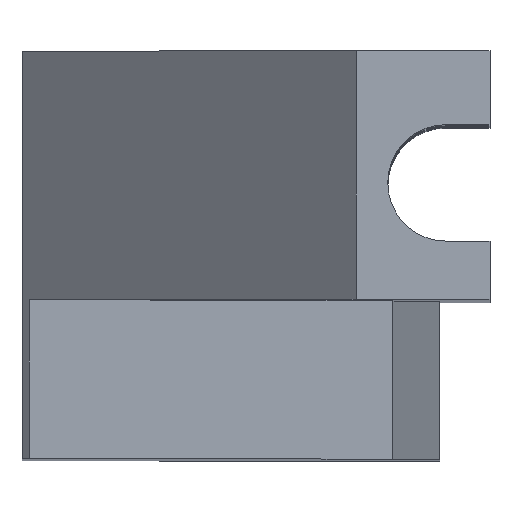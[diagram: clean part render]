
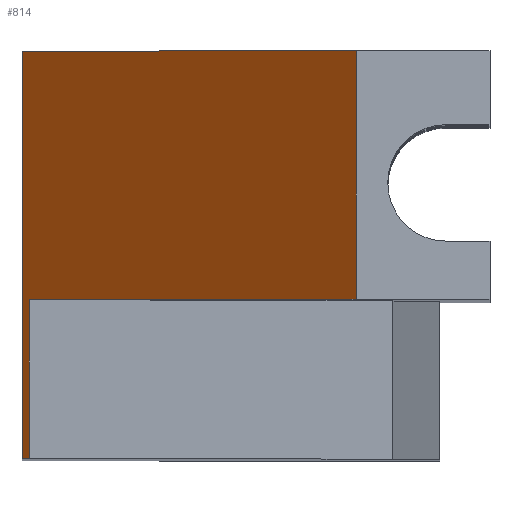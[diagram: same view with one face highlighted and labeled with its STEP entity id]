
A CAD part, top view. The second image highlights one B-rep face of the part: STEP entity #814.
In plain terms, the highlighted planar face has unit normal (-0.674, 0, 0.739).
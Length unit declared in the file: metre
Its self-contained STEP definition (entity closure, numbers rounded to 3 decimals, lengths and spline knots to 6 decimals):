
#134=ORIENTED_EDGE('',*,*,#310,.F.);
#135=ORIENTED_EDGE('',*,*,#348,.T.);
#136=ORIENTED_EDGE('',*,*,#349,.T.);
#137=ORIENTED_EDGE('',*,*,#261,.T.);
#138=ORIENTED_EDGE('',*,*,#327,.T.);
#139=ORIENTED_EDGE('',*,*,#341,.F.);
#261=EDGE_CURVE('',#381,#382,#461,.T.);
#310=EDGE_CURVE('',#424,#425,#505,.T.);
#327=EDGE_CURVE('',#382,#440,#521,.T.);
#341=EDGE_CURVE('',#425,#440,#535,.T.);
#348=EDGE_CURVE('',#424,#450,#542,.T.);
#349=EDGE_CURVE('',#450,#381,#543,.T.);
#381=VERTEX_POINT('',#1102);
#382=VERTEX_POINT('',#1103);
#424=VERTEX_POINT('',#1200);
#425=VERTEX_POINT('',#1202);
#440=VERTEX_POINT('',#1236);
#450=VERTEX_POINT('',#1272);
#461=LINE('',#1101,#575);
#505=LINE('',#1201,#619);
#521=LINE('',#1237,#635);
#535=LINE('',#1260,#649);
#542=LINE('',#1271,#656);
#543=LINE('',#1273,#657);
#575=VECTOR('',#899,1.);
#619=VECTOR('',#967,1.);
#635=VECTOR('',#991,1.);
#649=VECTOR('',#1011,1.);
#656=VECTOR('',#1020,1.);
#657=VECTOR('',#1021,1.);
#703=EDGE_LOOP('',(#134,#135,#136,#137,#138,#139));
#741=FACE_BOUND('',#703,.T.);
#777=PLANE('',#871);
#814=ADVANCED_FACE('',(#741),#777,.T.);
#871=AXIS2_PLACEMENT_3D('',#1270,#1018,#1019);
#899=DIRECTION('',(0.739,0.,0.674));
#967=DIRECTION('',(0.,1.,0.));
#991=DIRECTION('',(0.,1.,0.));
#1011=DIRECTION('',(0.739,0.,0.674));
#1018=DIRECTION('',(-0.674,0.,0.739));
#1019=DIRECTION('',(0.739,0.,0.674));
#1020=DIRECTION('',(0.739,0.,0.674));
#1021=DIRECTION('',(0.,1.,0.));
#1101=CARTESIAN_POINT('',(-0.022442,-0.008,0.00227));
#1102=CARTESIAN_POINT('',(-0.025463,-0.008,-0.000485));
#1103=CARTESIAN_POINT('',(-0.019284,-0.008,0.00515));
#1200=CARTESIAN_POINT('',(-0.0256,-0.011,-0.00061));
#1201=CARTESIAN_POINT('',(-0.0256,-0.008002,-0.00061));
#1202=CARTESIAN_POINT('',(-0.0256,-0.0033,-0.00061));
#1236=CARTESIAN_POINT('',(-0.019284,-0.0033,0.00515));
#1237=CARTESIAN_POINT('',(-0.019284,-0.008002,0.00515));
#1260=CARTESIAN_POINT('',(-0.022442,-0.0033,0.00227));
#1270=CARTESIAN_POINT('',(-0.022442,-0.008002,0.00227));
#1271=CARTESIAN_POINT('',(-0.022442,-0.011,0.00227));
#1272=CARTESIAN_POINT('',(-0.025463,-0.011,-0.000485));
#1273=CARTESIAN_POINT('',(-0.025463,-0.011,-0.000485));
